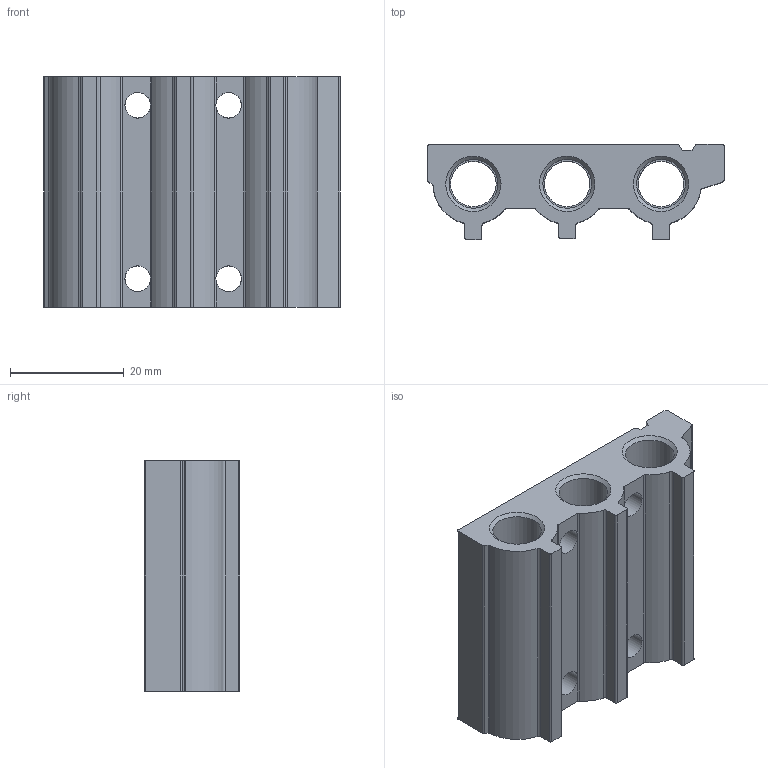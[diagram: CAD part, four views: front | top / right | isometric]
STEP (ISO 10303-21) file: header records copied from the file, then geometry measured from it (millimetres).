
FILE_DESCRIPTION(/* description */ ('STEP AP214'),/* implementation_level */ '2;1');
FILE_NAME(/* name */ '566558_VABM-L1-10S-G18-2',/* time_stamp */ '2024-09-12T15:35:41+02:00',/* author */ ('License CC BY-ND 4.0'),/* organization */ ('CADENAS'),/* preprocessor_version */ 'ST-DEVELOPER v19.3',/* originating_system */ 'PARTsolutions',/* authorisation */ ' ');
FILE_SCHEMA (('AUTOMOTIVE_DESIGN {1 0 10303 214 3 1 1}'));
Length unit declared in the file: millimetre
Products named in the file (2): 566558 VABM-L1-10S-G18-2; 566558 VABM-L1-10S-G18-2---(L1-P)
Assembly tree (1 placements, depth 2):
  566558 VABM-L1-10S-G18-2
    566558 VABM-L1-10S-G18-2---(L1-P)
Bounding box: 52.1 x 16.8 x 40.5 mm (x, y, z)
Volume: 17979.5 mm3; surface area: 11055.2 mm2
Topology: 1 solids, 1 shells, 168 faces, 477 edges, 313 vertices
Faces by surface type: plane 83, cylinder 67, cone 18
Full cylindrical faces by diameter (mm): 1.567 x4, 4.5 x4, 6 x6, 8 x3, 8.566 x6
Entity records: 5258 total; most frequent: CARTESIAN_POINT 991, DIRECTION 879, ORIENTED_EDGE 822, EDGE_CURVE 411, AXIS2_PLACEMENT_3D 312, VERTEX_POINT 298, LINE 255, VECTOR 255
